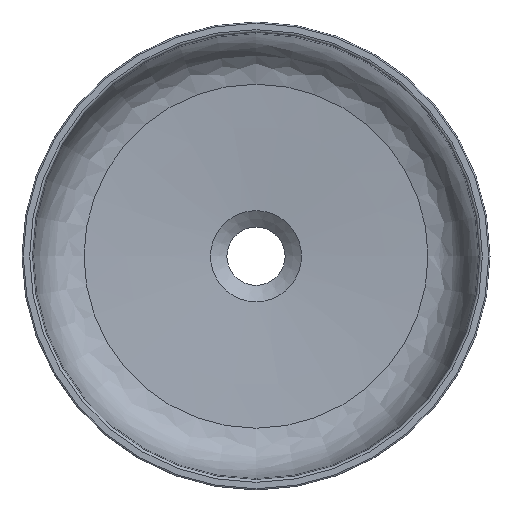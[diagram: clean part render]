
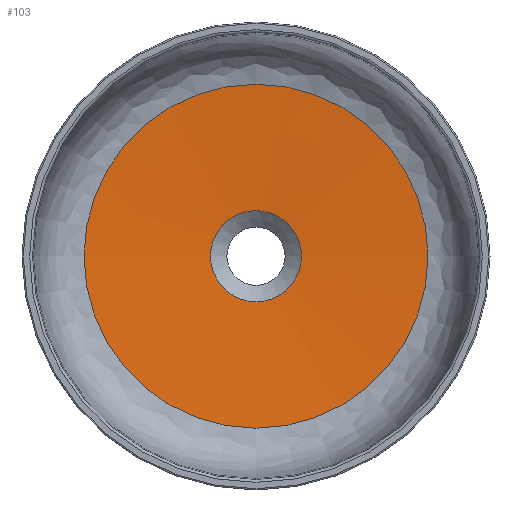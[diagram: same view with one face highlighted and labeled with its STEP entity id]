
A CAD part, top view. The second image highlights one B-rep face of the part: STEP entity #103.
In plain terms, the highlighted conical face has half-angle 85.994 degrees and reference radius 36 mm.
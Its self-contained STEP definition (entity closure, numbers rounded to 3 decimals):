
#87=CONICAL_SURFACE('',#504,36.,85.994);
#103=ADVANCED_FACE('',(#166,#167),#87,.F.);
#166=FACE_BOUND('',#204,.T.);
#167=FACE_BOUND('',#205,.T.);
#204=EDGE_LOOP('',(#278));
#205=EDGE_LOOP('',(#279));
#278=ORIENTED_EDGE('',*,*,#411,.T.);
#279=ORIENTED_EDGE('',*,*,#412,.T.);
#368=VERTEX_POINT('',#813);
#369=VERTEX_POINT('',#820);
#411=EDGE_CURVE('',#368,#368,#454,.T.);
#412=EDGE_CURVE('',#369,#369,#455,.T.);
#454=CIRCLE('',#502,135.952);
#455=CIRCLE('',#503,36.);
#502=AXIS2_PLACEMENT_3D('',#812,#602,#603);
#503=AXIS2_PLACEMENT_3D('',#819,#605,#606);
#504=AXIS2_PLACEMENT_3D('',#821,#607,#608);
#602=DIRECTION('',(0.,0.,1.));
#603=DIRECTION('',(1.,0.,0.));
#605=DIRECTION('',(0.,0.,-1.));
#606=DIRECTION('',(-1.,0.,0.));
#607=DIRECTION('',(0.,0.,1.));
#608=DIRECTION('',(1.,0.,0.));
#812=CARTESIAN_POINT('',(0.,0.,-98.));
#813=CARTESIAN_POINT('',(135.952,0.,-98.));
#819=CARTESIAN_POINT('',(0.,0.,-105.));
#820=CARTESIAN_POINT('',(-36.,0.,-105.));
#821=CARTESIAN_POINT('',(0.,0.,-105.));
